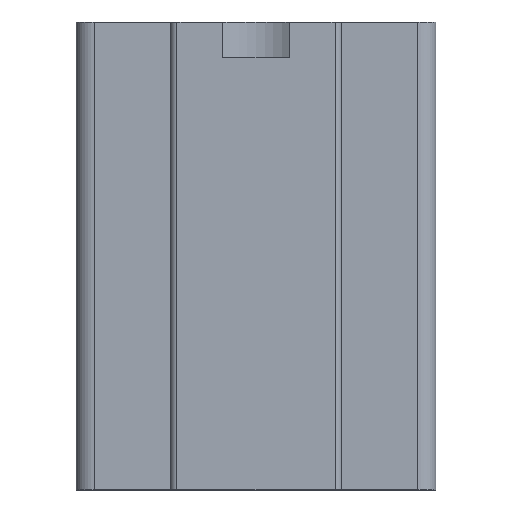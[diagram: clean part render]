
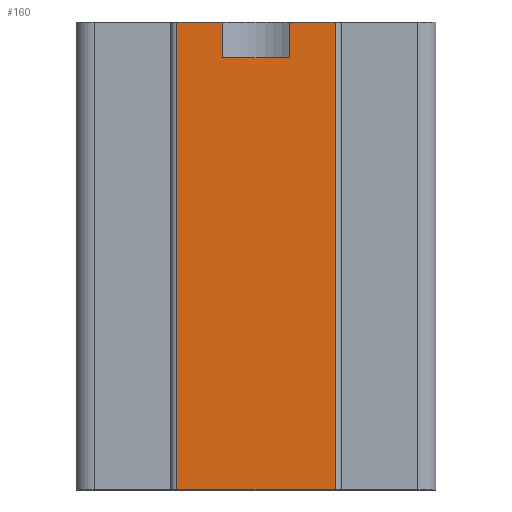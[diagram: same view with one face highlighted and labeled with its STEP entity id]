
A CAD part, top view. The second image highlights one B-rep face of the part: STEP entity #160.
In plain terms, the highlighted planar face has unit normal (0, 0, 1).
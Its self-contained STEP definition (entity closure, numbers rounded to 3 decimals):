
#25 = LINE ( 'NONE', #389, #87 ) ;
#28 = CARTESIAN_POINT ( 'NONE',  ( -1.849, 26., 5.7 ) ) ;
#29 = DIRECTION ( 'NONE',  ( 0., 1., 0. ) ) ;
#32 = EDGE_CURVE ( 'NONE', #147, #207, #390, .T. ) ;
#38 = ORIENTED_EDGE ( 'NONE', *, *, #645, .T. ) ;
#87 = VECTOR ( 'NONE', #511, 1000. ) ;
#94 = ORIENTED_EDGE ( 'NONE', *, *, #693, .T. ) ;
#110 = EDGE_LOOP ( 'NONE', ( #342, #94, #608, #38, #763, #464, #649, #737 ) ) ;
#119 = DIRECTION ( 'NONE',  ( 1., 0., 0. ) ) ;
#127 = CARTESIAN_POINT ( 'NONE',  ( -4.394, 0., 5.7 ) ) ;
#132 = VECTOR ( 'NONE', #359, 1000. ) ;
#143 = VECTOR ( 'NONE', #29, 1000. ) ;
#147 = VERTEX_POINT ( 'NONE', #476 ) ;
#160 = ADVANCED_FACE ( 'NONE', ( #171 ), #471, .F. ) ;
#171 = FACE_OUTER_BOUND ( 'NONE', #110, .T. ) ;
#183 = LINE ( 'NONE', #423, #418 ) ;
#206 = VECTOR ( 'NONE', #411, 1000. ) ;
#207 = VERTEX_POINT ( 'NONE', #343 ) ;
#216 = VECTOR ( 'NONE', #395, 1000. ) ;
#232 = CARTESIAN_POINT ( 'NONE',  ( 4.394, 0., 5.7 ) ) ;
#261 = LINE ( 'NONE', #505, #638 ) ;
#265 = VERTEX_POINT ( 'NONE', #496 ) ;
#270 = CARTESIAN_POINT ( 'NONE',  ( -4.394, 26., 5.7 ) ) ;
#278 = LINE ( 'NONE', #270, #216 ) ;
#328 = DIRECTION ( 'NONE',  ( 0., -1., 0. ) ) ;
#342 = ORIENTED_EDGE ( 'NONE', *, *, #455, .F. ) ;
#343 = CARTESIAN_POINT ( 'NONE',  ( 1.849, 24., 5.7 ) ) ;
#358 = VERTEX_POINT ( 'NONE', #28 ) ;
#359 = DIRECTION ( 'NONE',  ( 1., 0., 0. ) ) ;
#389 = CARTESIAN_POINT ( 'NONE',  ( 4.394, 24., 5.7 ) ) ;
#390 = LINE ( 'NONE', #501, #453 ) ;
#395 = DIRECTION ( 'NONE',  ( 0., -1., 0. ) ) ;
#401 = CARTESIAN_POINT ( 'NONE',  ( -1.849, 24., 5.7 ) ) ;
#411 = DIRECTION ( 'NONE',  ( 1., 0., 0. ) ) ;
#412 = DIRECTION ( 'NONE',  ( -1., 0., 0. ) ) ;
#417 = AXIS2_PLACEMENT_3D ( 'NONE', #719, #708, #412 ) ;
#418 = VECTOR ( 'NONE', #119, 1000. ) ;
#423 = CARTESIAN_POINT ( 'NONE',  ( 4.394, 26., 5.7 ) ) ;
#428 = CARTESIAN_POINT ( 'NONE',  ( 4.394, 26., 5.7 ) ) ;
#450 = EDGE_CURVE ( 'NONE', #778, #706, #261, .T. ) ;
#453 = VECTOR ( 'NONE', #628, 1000. ) ;
#455 = EDGE_CURVE ( 'NONE', #717, #207, #25, .T. ) ;
#464 = ORIENTED_EDGE ( 'NONE', *, *, #450, .F. ) ;
#471 = PLANE ( 'NONE',  #417 ) ;
#476 = CARTESIAN_POINT ( 'NONE',  ( 1.849, 26., 5.7 ) ) ;
#493 = CARTESIAN_POINT ( 'NONE',  ( 4.394, 26., 5.7 ) ) ;
#496 = CARTESIAN_POINT ( 'NONE',  ( -4.394, 26., 5.7 ) ) ;
#501 = CARTESIAN_POINT ( 'NONE',  ( 1.849, 24., 5.7 ) ) ;
#505 = CARTESIAN_POINT ( 'NONE',  ( 4.394, 26., 5.7 ) ) ;
#511 = DIRECTION ( 'NONE',  ( 1., 0., 0. ) ) ;
#527 = LINE ( 'NONE', #428, #132 ) ;
#536 = LINE ( 'NONE', #232, #206 ) ;
#584 = CARTESIAN_POINT ( 'NONE',  ( -1.849, 24., 5.7 ) ) ;
#608 = ORIENTED_EDGE ( 'NONE', *, *, #754, .F. ) ;
#628 = DIRECTION ( 'NONE',  ( 0., -1., 0. ) ) ;
#638 = VECTOR ( 'NONE', #328, 1000. ) ;
#645 = EDGE_CURVE ( 'NONE', #265, #764, #278, .T. ) ;
#647 = LINE ( 'NONE', #401, #143 ) ;
#649 = ORIENTED_EDGE ( 'NONE', *, *, #725, .F. ) ;
#693 = EDGE_CURVE ( 'NONE', #717, #358, #647, .T. ) ;
#706 = VERTEX_POINT ( 'NONE', #713 ) ;
#708 = DIRECTION ( 'NONE',  ( 0., 0., -1. ) ) ;
#713 = CARTESIAN_POINT ( 'NONE',  ( 4.394, 0., 5.7 ) ) ;
#717 = VERTEX_POINT ( 'NONE', #584 ) ;
#719 = CARTESIAN_POINT ( 'NONE',  ( 4.394, 26., 5.7 ) ) ;
#725 = EDGE_CURVE ( 'NONE', #147, #778, #183, .T. ) ;
#737 = ORIENTED_EDGE ( 'NONE', *, *, #32, .T. ) ;
#754 = EDGE_CURVE ( 'NONE', #265, #358, #527, .T. ) ;
#763 = ORIENTED_EDGE ( 'NONE', *, *, #780, .T. ) ;
#764 = VERTEX_POINT ( 'NONE', #127 ) ;
#778 = VERTEX_POINT ( 'NONE', #493 ) ;
#780 = EDGE_CURVE ( 'NONE', #764, #706, #536, .T. ) ;
